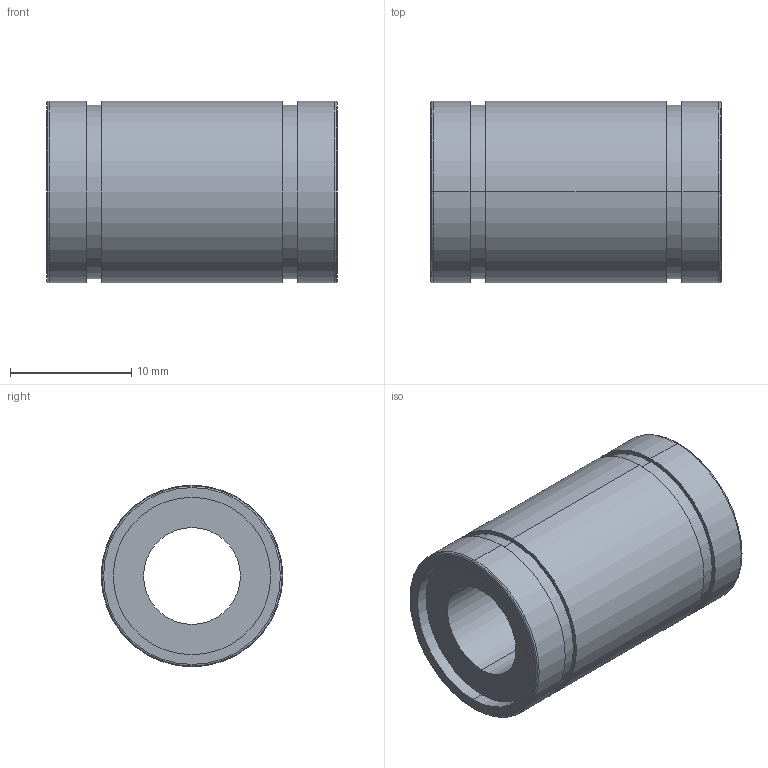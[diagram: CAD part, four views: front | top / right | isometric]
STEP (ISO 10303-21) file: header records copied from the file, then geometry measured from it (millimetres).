
FILE_DESCRIPTION((''),'2;1');
FILE_NAME('LM8UU_1','2023-02-15T17:17:45',('matteo.grassi'),(''),'CREO PARAMETRIC BY PTC INC, 2018020','CREO PARAMETRIC BY PTC INC, 2018020','');
FILE_SCHEMA(('AUTOMOTIVE_DESIGN { 1 0 10303 214 1 1 1 1 }'));
Length unit declared in the file: millimetre
Products named in the file (1): LM8UU_1
Bounding box: 24 x 15 x 15 mm (x, y, z)
Volume: 2827.2 mm3; surface area: 2069.1 mm2
Topology: 1 solids, 1 shells, 32 faces, 64 edges, 40 vertices
Faces by surface type: cylinder 16, plane 8, torus 8
Entity records: 1302 total; most frequent: DIRECTION 178, CARTESIAN_POINT 139, ORIENTED_EDGE 128, COLOUR_RGB 106, AXIS2_PLACEMENT_3D 81, PRESENTATION_STYLE_ASSIGNMENT 77, STYLED_ITEM 65, CURVE_STYLE 64
